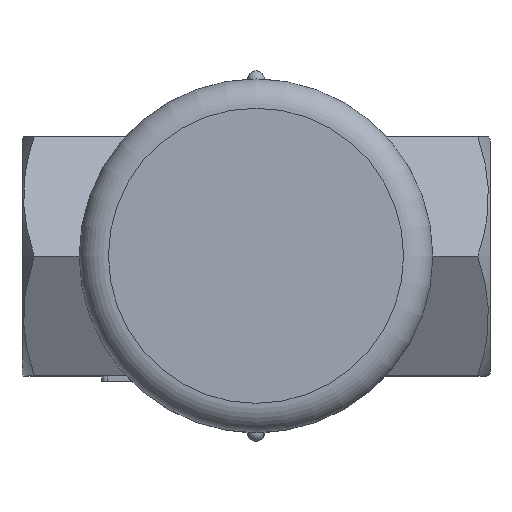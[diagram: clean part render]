
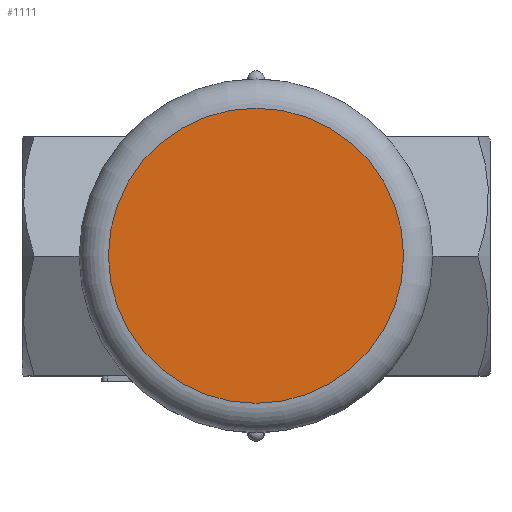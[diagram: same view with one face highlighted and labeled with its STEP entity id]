
A CAD part, top view. The second image highlights one B-rep face of the part: STEP entity #1111.
In plain terms, the highlighted planar face has unit normal (0, 0, 1).
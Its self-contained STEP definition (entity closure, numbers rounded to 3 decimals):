
#1080=CARTESIAN_POINT('',(-27.75,0.0,61.5));
#1081=VERTEX_POINT('',#1080);
#1082=CARTESIAN_POINT('',(0.,0.0,61.5));
#1083=DIRECTION('',(0.0,0.0,-1.0));
#1084=DIRECTION('',(1.0,0.0,0.0));
#1085=AXIS2_PLACEMENT_3D('',#1082,#1083,#1084);
#1086=CIRCLE('',#1085,27.75);
#1087=EDGE_CURVE('',#1081,#1081,#1086,.T.);
#1103=CARTESIAN_POINT('',(-16.625,0.0,61.5));
#1104=DIRECTION('',(0.0,0.0,1.0));
#1105=DIRECTION('',(1.0,0.0,0.0));
#1106=AXIS2_PLACEMENT_3D('',#1103,#1104,#1105);
#1107=PLANE('',#1106);
#1108=ORIENTED_EDGE('',*,*,#1087,.F.);
#1109=EDGE_LOOP('',(#1108));
#1110=FACE_OUTER_BOUND('',#1109,.T.);
#1111=ADVANCED_FACE('',(#1110),#1107,.T.);
